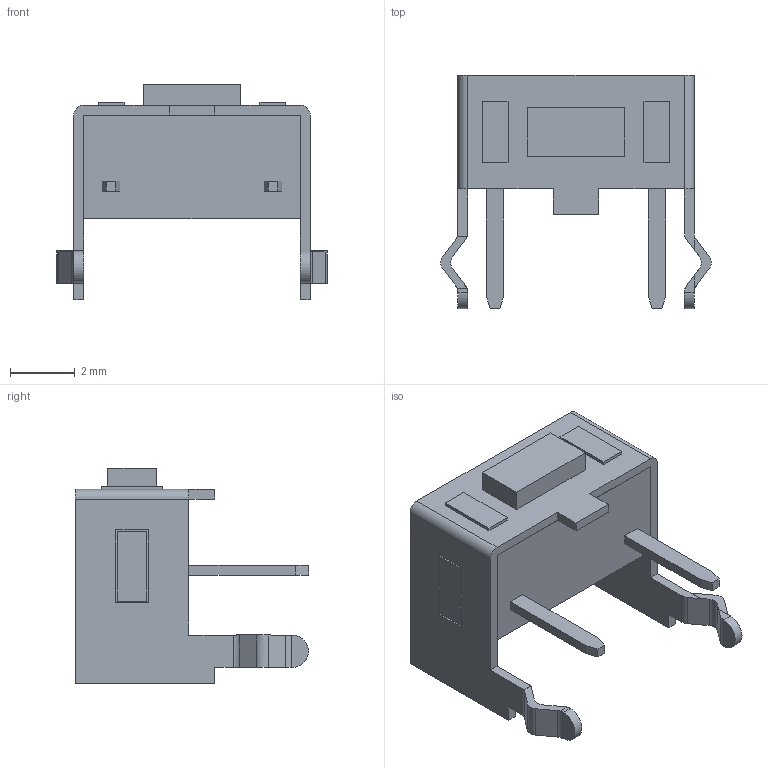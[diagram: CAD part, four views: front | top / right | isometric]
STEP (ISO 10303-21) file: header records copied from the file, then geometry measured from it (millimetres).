
FILE_DESCRIPTION(/* description */ ('','CAx-IF Rec.Pracs.---Representation and Presentation of Product Manufacturing Information (PMI)---4.0---2014-10-13'),/* implementation_level */ '2;1');
FILE_NAME(/* name */ 'THBP07-043C v7.step',/* time_stamp */ '2025-01-23T14:59:48+09:00',/* author */ (''),/* organization */ (''),/* preprocessor_version */ 'ST-DEVELOPER v20',/* originating_system */ 'Autodesk Translation Framework v13.20.0.188',/* authorisation */ '');
FILE_SCHEMA (('AP242_MANAGED_MODEL_BASED_3D_ENGINEERING_MIM_LF { 1 0 10303 442 1 1 4 }'));
Length unit declared in the file: millimetre
Products named in the file (1): THBP07-043C
Bounding box: 8.35 x 7.2 x 6.65 mm (x, y, z)
Volume: 99.4 mm3; surface area: 295.3 mm2
Topology: 2 solids, 2 shells, 109 faces, 294 edges, 196 vertices
Faces by surface type: plane 93, cylinder 16
Entity records: 3471 total; most frequent: CARTESIAN_POINT 600, ORIENTED_EDGE 588, DIRECTION 550, EDGE_CURVE 294, LINE 258, VECTOR 258, VERTEX_POINT 196, AXIS2_PLACEMENT_3D 146
